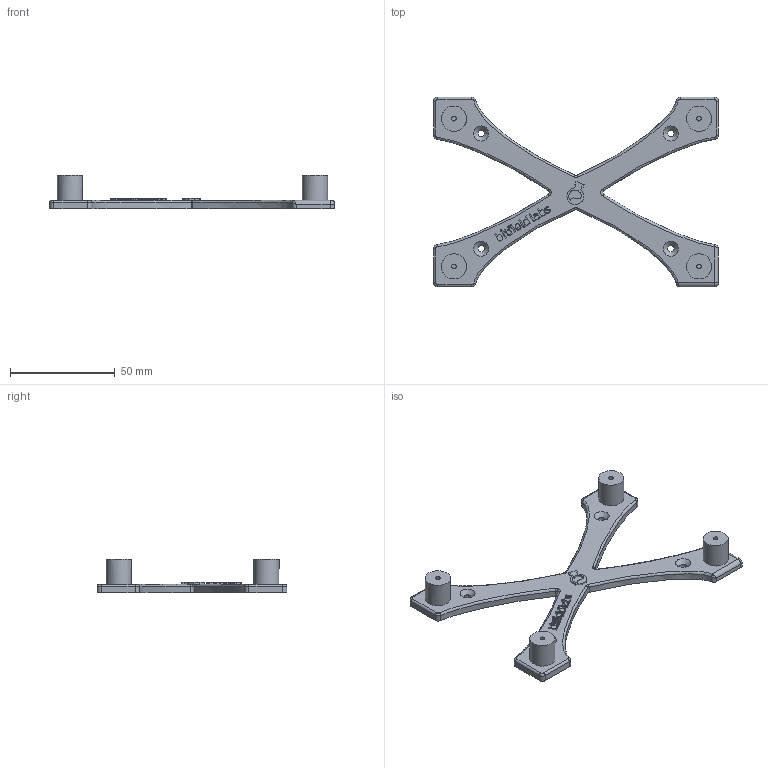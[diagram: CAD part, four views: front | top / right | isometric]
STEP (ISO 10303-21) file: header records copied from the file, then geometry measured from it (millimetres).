
FILE_DESCRIPTION(('HOOPS Exchange Step'),'2;1');
FILE_NAME('ag_14_to_30_holder_generic_screw_higher.step','2025-01-05T14:12:56+01:00',('smyp'),('Unknown organisation'),'HOOPS Exchange 2024.2','HOOPS Exchange','Unknown authorisation');
FILE_SCHEMA( ('AP203_CONFIGURATION_CONTROLLED_3D_DESIGN_OF_MECHANICAL_PARTS_AND_ASSEMBLIES_MIM_LF') );
Length unit declared in the file: millimetre
Products named in the file (5): 0; root
Assembly tree (4 placements, depth 3):
  root
    0
      0
      0
    0
Bounding box: 136 x 90.5 x 16 mm (x, y, z)
Volume: 22741.9 mm3; surface area: 14802.2 mm2
Topology: 20 solids, 20 shells, 327 faces, 874 edges, 604 vertices
Faces by surface type: bspline 153, plane 118, cylinder 37, torus 14, cone 4, sphere 1
Full cylindrical faces by diameter (mm): 2.2 x4, 3.2 x4, 12 x4
Entity records: 14095 total; most frequent: CARTESIAN_POINT 6803, ORIENTED_EDGE 1688, DIRECTION 1068, EDGE_CURVE 844, VERTEX_POINT 557, VECTOR 428, LINE 428, EDGE_LOOP 345
